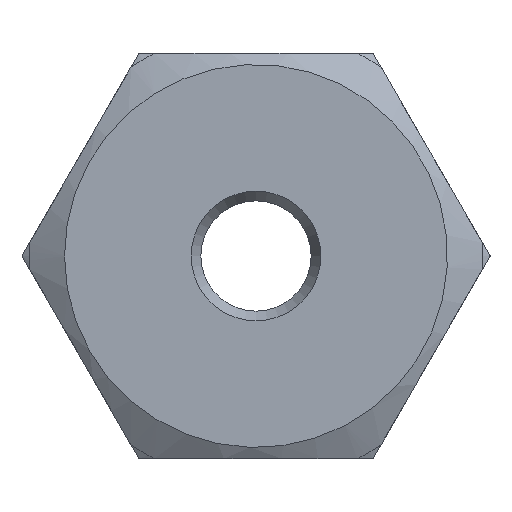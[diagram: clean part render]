
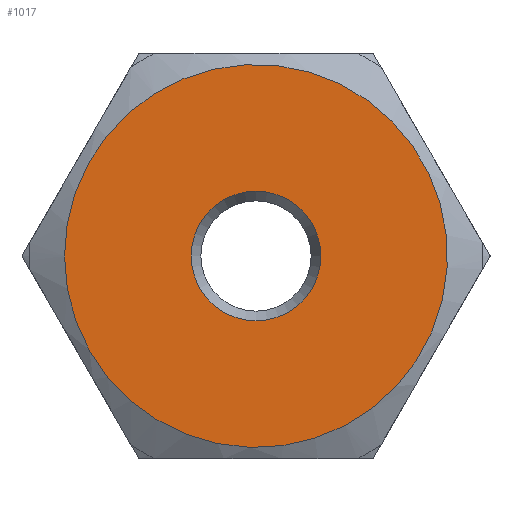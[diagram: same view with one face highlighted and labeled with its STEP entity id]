
A CAD part, left-side view. The second image highlights one B-rep face of the part: STEP entity #1017.
In plain terms, the highlighted planar face has unit normal (-1, 0, 0).
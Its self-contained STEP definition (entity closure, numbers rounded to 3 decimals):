
#855=CARTESIAN_POINT('',(-7.708,-1.016,0.));
#856=VERTEX_POINT('',#855);
#857=CARTESIAN_POINT('',(-7.708,0.,0.));
#858=DIRECTION('',(1.0,0.0,0.0));
#859=DIRECTION('',(0.0,-1.0,0.0));
#860=AXIS2_PLACEMENT_3D('',#857,#858,#859);
#861=CIRCLE('',#860,1.016);
#862=EDGE_CURVE('',#856,#856,#861,.T.);
#994=CARTESIAN_POINT('',(-7.708,3.0,0.));
#995=VERTEX_POINT('',#994);
#996=CARTESIAN_POINT('',(-7.708,0.,0.));
#997=DIRECTION('',(1.0,0.0,0.0));
#998=DIRECTION('',(0.0,-1.0,0.0));
#999=AXIS2_PLACEMENT_3D('',#996,#997,#998);
#1000=CIRCLE('',#999,3.0);
#1001=EDGE_CURVE('',#995,#995,#1000,.T.);
#1006=CARTESIAN_POINT('',(-7.708,1.775,0.));
#1007=DIRECTION('',(-1.0,0.0,0.0));
#1008=DIRECTION('',(0.0,0.0,1.0));
#1009=AXIS2_PLACEMENT_3D('',#1006,#1007,#1008);
#1010=PLANE('',#1009);
#1011=ORIENTED_EDGE('',*,*,#1001,.F.);
#1012=EDGE_LOOP('',(#1011));
#1013=FACE_OUTER_BOUND('',#1012,.T.);
#1014=ORIENTED_EDGE('',*,*,#862,.T.);
#1015=EDGE_LOOP('',(#1014));
#1016=FACE_BOUND('',#1015,.T.);
#1017=ADVANCED_FACE('',(#1013,#1016),#1010,.T.);
